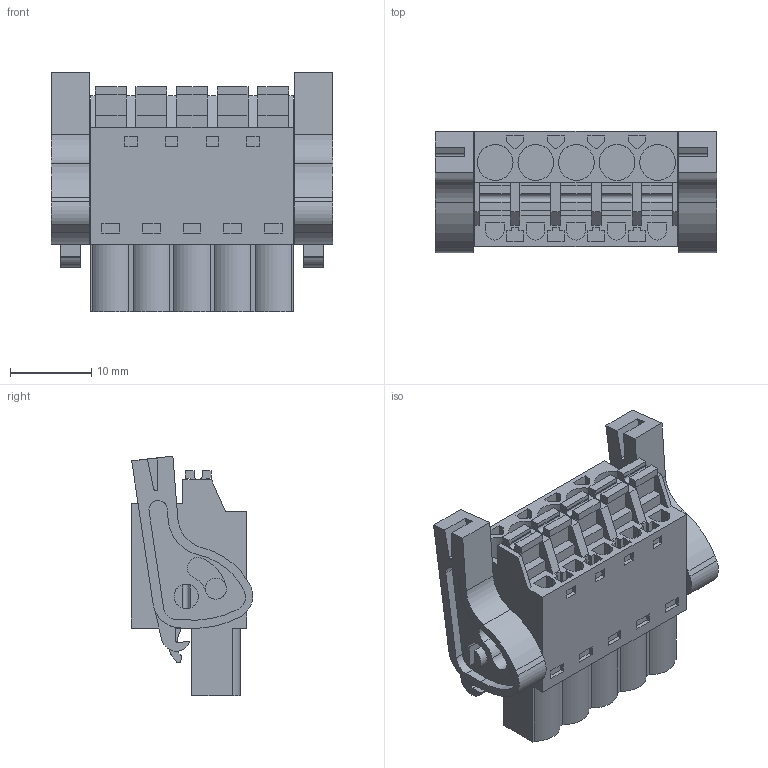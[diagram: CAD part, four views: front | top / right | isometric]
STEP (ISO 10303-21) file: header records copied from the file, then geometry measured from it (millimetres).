
FILE_DESCRIPTION(('CATIA V5 STEP Exchange','CAx-IF Rec.Pracs.--- Model Styling and Organization---1.2---2011-12-15'),'2;1');
FILE_NAME ('D1446676_0_1016370000_1016370000.stp','2017-04-27T13:20:57+00:00',('none'),('Weidmueller'),'CATIA Version 5-6 Release 2014','CATIA V5 STEP AP214','none');
FILE_SCHEMA(('AUTOMOTIVE_DESIGN { 1 0 10303 214 1 1 1 1 }'));
Length unit declared in the file: millimetre
Products named in the file (1): 1016370000
Bounding box: 34.7 x 14.96 x 29.52 mm (x, y, z)
Volume: 7395.1 mm3; surface area: 5388.2 mm2
Topology: 8 solids, 8 shells, 551 faces, 1560 edges, 1074 vertices
Faces by surface type: plane 442, cylinder 105, extrusion 4
Entity records: 17192 total; most frequent: CARTESIAN_POINT 3345, ORIENTED_EDGE 3120, DIRECTION 2343, EDGE_CURVE 1560, VECTOR 1321, LINE 1317, VERTEX_POINT 1074, EDGE_LOOP 616
